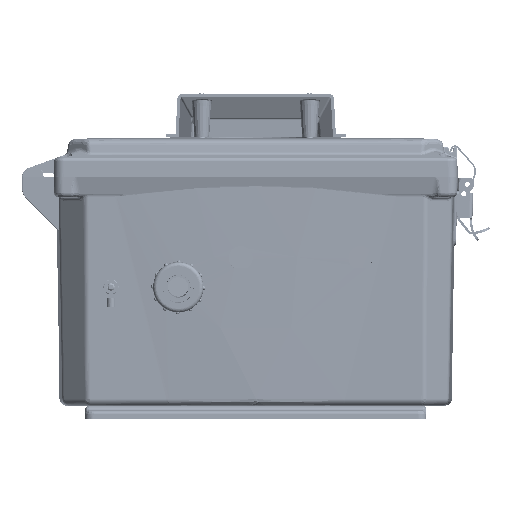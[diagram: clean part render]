
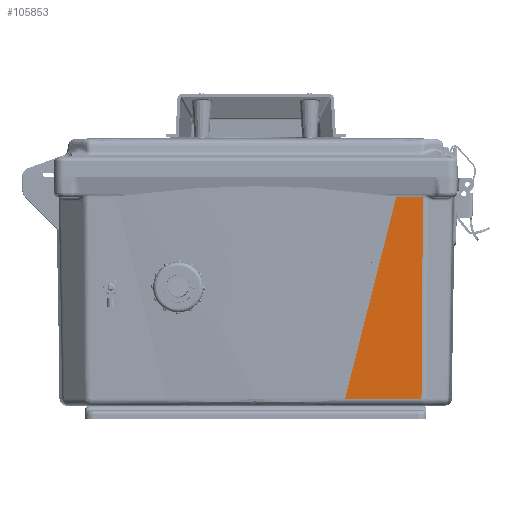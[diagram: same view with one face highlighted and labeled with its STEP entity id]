
A CAD part, front view. The second image highlights one B-rep face of the part: STEP entity #105853.
In plain terms, the highlighted face is planar.
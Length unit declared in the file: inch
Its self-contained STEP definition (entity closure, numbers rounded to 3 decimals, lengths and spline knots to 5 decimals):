
#450 = EDGE_CURVE ( 'NONE', #36086, #111716, #21047, .T. ) ;
#679 = DIRECTION ( 'NONE',  ( -0.017, -1., 0. ) ) ;
#5002 = VECTOR ( 'NONE', #118483, 39.37008 ) ;
#18518 = CARTESIAN_POINT ( 'NONE',  ( 0., -6.145, 5.68956 ) ) ;
#18524 = LINE ( 'NONE', #32692, #5002 ) ;
#21047 = LINE ( 'NONE', #64345, #129853 ) ;
#29499 = DIRECTION ( 'NONE',  ( 0., 0., 1. ) ) ;
#31457 = CARTESIAN_POINT ( 'NONE',  ( -4.4098, -6.06803, -2.67531 ) ) ;
#32692 = CARTESIAN_POINT ( 'NONE',  ( -5.77332, -6.04423, -4.32143 ) ) ;
#34494 = ORIENTED_EDGE ( 'NONE', *, *, #450, .F. ) ;
#36086 = VERTEX_POINT ( 'NONE', #68881 ) ;
#37071 = DIRECTION ( 'NONE',  ( 0., 0., 1. ) ) ;
#41230 = EDGE_CURVE ( 'NONE', #159548, #84984, #159629, .T. ) ;
#43719 = CARTESIAN_POINT ( 'NONE',  ( -0.50592, -6.13617, -3.67049 ) ) ;
#46803 = PLANE ( 'NONE',  #49149 ) ;
#49149 = AXIS2_PLACEMENT_3D ( 'NONE', #18518, #679, #59993 ) ;
#59993 = DIRECTION ( 'NONE',  ( 1., -0.017, 0. ) ) ;
#61726 = EDGE_CURVE ( 'NONE', #36086, #159548, #18524, .T. ) ;
#64345 = CARTESIAN_POINT ( 'NONE',  ( -5.77332, -6.04423, 8.7437 ) ) ;
#68881 = CARTESIAN_POINT ( 'NONE',  ( -5.77332, -6.04423, -4.32143 ) ) ;
#84984 = VERTEX_POINT ( 'NONE', #87910 ) ;
#87910 = CARTESIAN_POINT ( 'NONE',  ( -0.50592, -6.13617, -3.67049 ) ) ;
#92859 = ORIENTED_EDGE ( 'NONE', *, *, #41230, .T. ) ;
#94548 = B_SPLINE_CURVE_WITH_KNOTS ( 'NONE', 3,
 ( #43719, #119093, #31457, #147442 ),
 .UNSPECIFIED., .F., .F.,
 ( 4, 4 ),
 ( 0., 1. ),
 .UNSPECIFIED. ) ;
#105853 = ADVANCED_FACE ( 'NONE', ( #175986 ), #46803, .T. ) ;
#108030 = CARTESIAN_POINT ( 'NONE',  ( -5.77332, -6.04423, -2.3301 ) ) ;
#111716 = VERTEX_POINT ( 'NONE', #108030 ) ;
#118483 = DIRECTION ( 'NONE',  ( 1., -0.017, -0.007 ) ) ;
#119093 = CARTESIAN_POINT ( 'NONE',  ( -2.654, -6.09867, -3.12211 ) ) ;
#129035 = VECTOR ( 'NONE', #29499, 39.37008 ) ;
#129853 = VECTOR ( 'NONE', #37071, 39.37008 ) ;
#132435 = EDGE_LOOP ( 'NONE', ( #143235, #92859, #134920, #34494 ) ) ;
#134920 = ORIENTED_EDGE ( 'NONE', *, *, #156104, .T. ) ;
#143235 = ORIENTED_EDGE ( 'NONE', *, *, #61726, .T. ) ;
#147442 = CARTESIAN_POINT ( 'NONE',  ( -5.77332, -6.04423, -2.3301 ) ) ;
#156104 = EDGE_CURVE ( 'NONE', #84984, #111716, #94548, .T. ) ;
#159548 = VERTEX_POINT ( 'NONE', #184110 ) ;
#159629 = LINE ( 'NONE', #185077, #129035 ) ;
#175986 = FACE_OUTER_BOUND ( 'NONE', #132435, .T. ) ;
#184110 = CARTESIAN_POINT ( 'NONE',  ( -0.50592, -6.13617, -4.35952 ) ) ;
#185077 = CARTESIAN_POINT ( 'NONE',  ( -0.50592, -6.13617, 5.68956 ) ) ;
